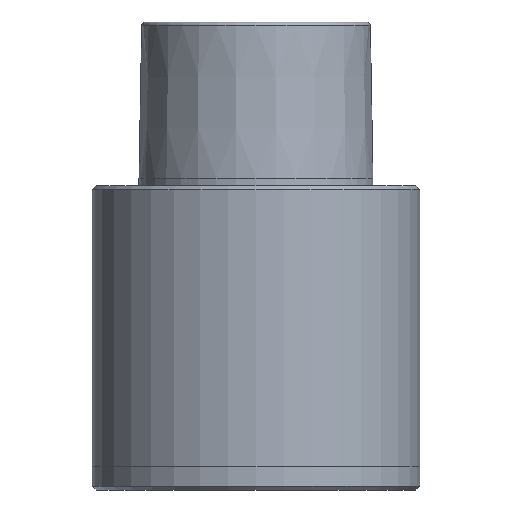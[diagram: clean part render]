
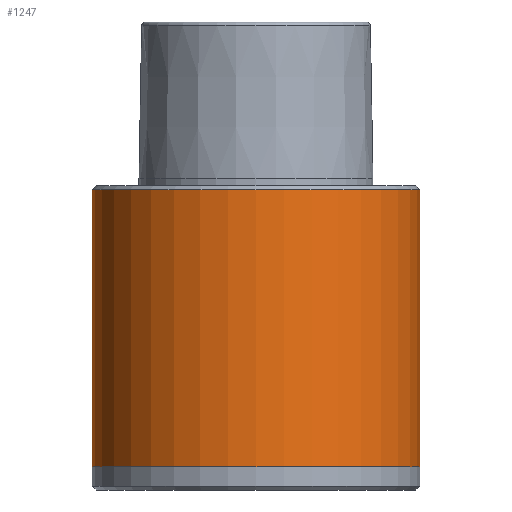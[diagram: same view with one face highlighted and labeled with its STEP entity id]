
A CAD part, front view. The second image highlights one B-rep face of the part: STEP entity #1247.
In plain terms, the highlighted cylindrical face has radius 21 mm (diameter 42 mm), a partial arc.
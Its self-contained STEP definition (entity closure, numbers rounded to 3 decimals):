
#5 = VECTOR ( 'NONE', #332, 1000. ) ;
#47 = VERTEX_POINT ( 'NONE', #319 ) ;
#97 = AXIS2_PLACEMENT_3D ( 'NONE', #1245, #119, #1015 ) ;
#119 = DIRECTION ( 'NONE',  ( 0., 0., 1. ) ) ;
#139 = ORIENTED_EDGE ( 'NONE', *, *, #411, .F. ) ;
#160 = VERTEX_POINT ( 'NONE', #504 ) ;
#183 = VERTEX_POINT ( 'NONE', #1384 ) ;
#184 = DIRECTION ( 'NONE',  ( 0., 0., 1. ) ) ;
#260 = EDGE_CURVE ( 'NONE', #160, #591, #898, .T. ) ;
#319 = CARTESIAN_POINT ( 'NONE',  ( -21., 0., -37. ) ) ;
#332 = DIRECTION ( 'NONE',  ( 0., 0., 1. ) ) ;
#376 = CARTESIAN_POINT ( 'NONE',  ( 21., 0., -1.5 ) ) ;
#409 = ORIENTED_EDGE ( 'NONE', *, *, #665, .T. ) ;
#411 = EDGE_CURVE ( 'NONE', #47, #183, #1081, .T. ) ;
#452 = AXIS2_PLACEMENT_3D ( 'NONE', #856, #184, #969 ) ;
#475 = VECTOR ( 'NONE', #893, 1000. ) ;
#504 = CARTESIAN_POINT ( 'NONE',  ( 21., 0., -37. ) ) ;
#507 = CARTESIAN_POINT ( 'NONE',  ( 0., 0., -1.5 ) ) ;
#522 = CIRCLE ( 'NONE', #1309, 21. ) ;
#591 = VERTEX_POINT ( 'NONE', #376 ) ;
#618 = FACE_OUTER_BOUND ( 'NONE', #1049, .T. ) ;
#622 = DIRECTION ( 'NONE',  ( -1., 0., 0. ) ) ;
#665 = EDGE_CURVE ( 'NONE', #591, #183, #522, .T. ) ;
#700 = ORIENTED_EDGE ( 'NONE', *, *, #260, .T. ) ;
#741 = EDGE_CURVE ( 'NONE', #47, #160, #1351, .T. ) ;
#856 = CARTESIAN_POINT ( 'NONE',  ( 0., 0., -37. ) ) ;
#880 = CYLINDRICAL_SURFACE ( 'NONE', #97, 21. ) ;
#893 = DIRECTION ( 'NONE',  ( 0., 0., 1. ) ) ;
#898 = LINE ( 'NONE', #998, #5 ) ;
#969 = DIRECTION ( 'NONE',  ( 1., 0., 0. ) ) ;
#998 = CARTESIAN_POINT ( 'NONE',  ( 21., 0., -40. ) ) ;
#1005 = CARTESIAN_POINT ( 'NONE',  ( -21., 0., -40. ) ) ;
#1015 = DIRECTION ( 'NONE',  ( 1., 0., 0. ) ) ;
#1049 = EDGE_LOOP ( 'NONE', ( #139, #1306, #700, #409 ) ) ;
#1081 = LINE ( 'NONE', #1005, #475 ) ;
#1245 = CARTESIAN_POINT ( 'NONE',  ( 0., 0., -40. ) ) ;
#1247 = ADVANCED_FACE ( 'NONE', ( #618 ), #880, .T. ) ;
#1299 = DIRECTION ( 'NONE',  ( 0., 0., -1. ) ) ;
#1306 = ORIENTED_EDGE ( 'NONE', *, *, #741, .T. ) ;
#1309 = AXIS2_PLACEMENT_3D ( 'NONE', #507, #1299, #622 ) ;
#1351 = CIRCLE ( 'NONE', #452, 21. ) ;
#1384 = CARTESIAN_POINT ( 'NONE',  ( -21., 0., -1.5 ) ) ;
